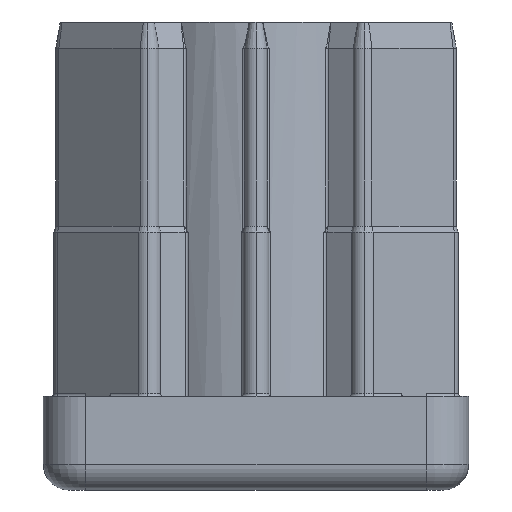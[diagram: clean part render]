
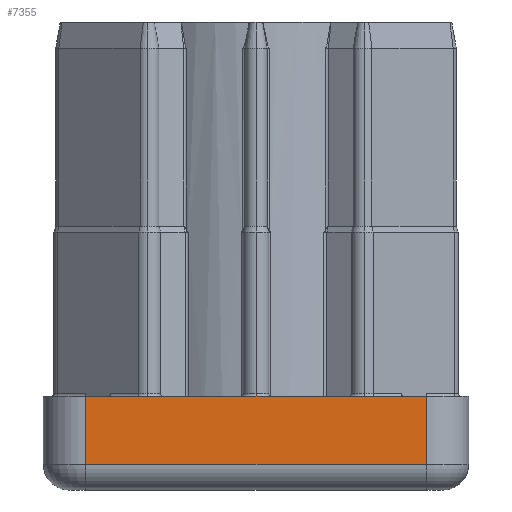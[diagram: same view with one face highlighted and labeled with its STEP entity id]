
A CAD part, left-side view. The second image highlights one B-rep face of the part: STEP entity #7355.
In plain terms, the highlighted planar face has unit normal (-1, 0, 0).
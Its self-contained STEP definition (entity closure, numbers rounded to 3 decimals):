
#212 = CARTESIAN_POINT ( 'NONE',  ( -25., -20., 3. ) ) ;
#772 = CARTESIAN_POINT ( 'NONE',  ( -25., -25., 11. ) ) ;
#1482 = EDGE_LOOP ( 'NONE', ( #7464, #8436, #9605, #9960 ) ) ;
#1625 = CARTESIAN_POINT ( 'NONE',  ( -25., 20., 11. ) ) ;
#1677 = EDGE_CURVE ( 'NONE', #14838, #4612, #2289, .T. ) ;
#1753 = EDGE_CURVE ( 'NONE', #11776, #14494, #7713, .T. ) ;
#2289 = LINE ( 'NONE', #1625, #5214 ) ;
#2418 = EDGE_CURVE ( 'NONE', #4612, #11776, #12427, .T. ) ;
#3274 = DIRECTION ( 'NONE',  ( 0., 0., -1. ) ) ;
#3952 = AXIS2_PLACEMENT_3D ( 'NONE', #772, #10626, #3274 ) ;
#4005 = DIRECTION ( 'NONE',  ( 0., -1., 0. ) ) ;
#4130 = DIRECTION ( 'NONE',  ( 0., 0., -1. ) ) ;
#4521 = CARTESIAN_POINT ( 'NONE',  ( -25., 20., 3. ) ) ;
#4612 = VERTEX_POINT ( 'NONE', #4521 ) ;
#5065 = CARTESIAN_POINT ( 'NONE',  ( -25., -20., 3. ) ) ;
#5214 = VECTOR ( 'NONE', #4130, 1000. ) ;
#5394 = CARTESIAN_POINT ( 'NONE',  ( -25., 20., 11. ) ) ;
#5484 = DIRECTION ( 'NONE',  ( 0., -1., 0. ) ) ;
#5566 = VECTOR ( 'NONE', #4005, 1000. ) ;
#7240 = EDGE_CURVE ( 'NONE', #14838, #14494, #10551, .T. ) ;
#7355 = ADVANCED_FACE ( 'NONE', ( #8611 ), #8177, .F. ) ;
#7464 = ORIENTED_EDGE ( 'NONE', *, *, #1677, .T. ) ;
#7498 = CARTESIAN_POINT ( 'NONE',  ( -25., -20., 11. ) ) ;
#7644 = CARTESIAN_POINT ( 'NONE',  ( -25., -20., 11. ) ) ;
#7713 = LINE ( 'NONE', #7498, #10926 ) ;
#7917 = CARTESIAN_POINT ( 'NONE',  ( -25., -25., 11. ) ) ;
#8177 = PLANE ( 'NONE',  #3952 ) ;
#8436 = ORIENTED_EDGE ( 'NONE', *, *, #2418, .T. ) ;
#8611 = FACE_OUTER_BOUND ( 'NONE', #1482, .T. ) ;
#9605 = ORIENTED_EDGE ( 'NONE', *, *, #1753, .T. ) ;
#9960 = ORIENTED_EDGE ( 'NONE', *, *, #7240, .F. ) ;
#10551 = LINE ( 'NONE', #7917, #13715 ) ;
#10626 = DIRECTION ( 'NONE',  ( 1., 0., 0. ) ) ;
#10926 = VECTOR ( 'NONE', #14716, 1000. ) ;
#11776 = VERTEX_POINT ( 'NONE', #5065 ) ;
#12427 = LINE ( 'NONE', #212, #5566 ) ;
#13715 = VECTOR ( 'NONE', #5484, 1000. ) ;
#14494 = VERTEX_POINT ( 'NONE', #7644 ) ;
#14716 = DIRECTION ( 'NONE',  ( 0., 0., 1. ) ) ;
#14838 = VERTEX_POINT ( 'NONE', #5394 ) ;
